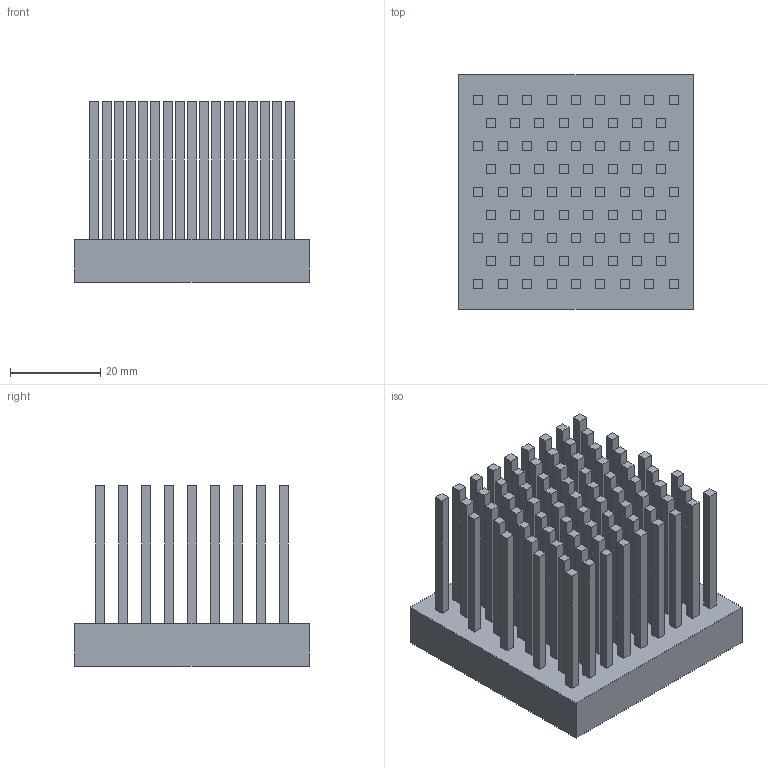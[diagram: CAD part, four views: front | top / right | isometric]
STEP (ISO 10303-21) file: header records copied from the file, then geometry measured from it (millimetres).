
FILE_DESCRIPTION(/* description */ (''),/* implementation_level */ '2;1');
FILE_NAME(/* name */ 'ss.stp',/* time_stamp */ '2024-11-11T18:03:59+08:00',/* author */ ('user'),/* organization */ (''),/* preprocessor_version */ 'ST-DEVELOPER v20',/* originating_system */ 'Autodesk Inventor 2024',/* authorisation */ '');
FILE_SCHEMA (('AUTOMOTIVE_DESIGN { 1 0 10303 214 3 1 1 }'));
Length unit declared in the file: millimetre
Products named in the file (1): ss
Bounding box: 52 x 52 x 40 mm (x, y, z)
Volume: 35082 mm3; surface area: 26172 mm2
Topology: 1 solids, 1 shells, 391 faces, 936 edges, 624 vertices
Faces by surface type: plane 391
Entity records: 11133 total; most frequent: CARTESIAN_POINT 1952, ORIENTED_EDGE 1872, DIRECTION 1720, LINE 936, VECTOR 936, EDGE_CURVE 936, VERTEX_POINT 624, EDGE_LOOP 468
